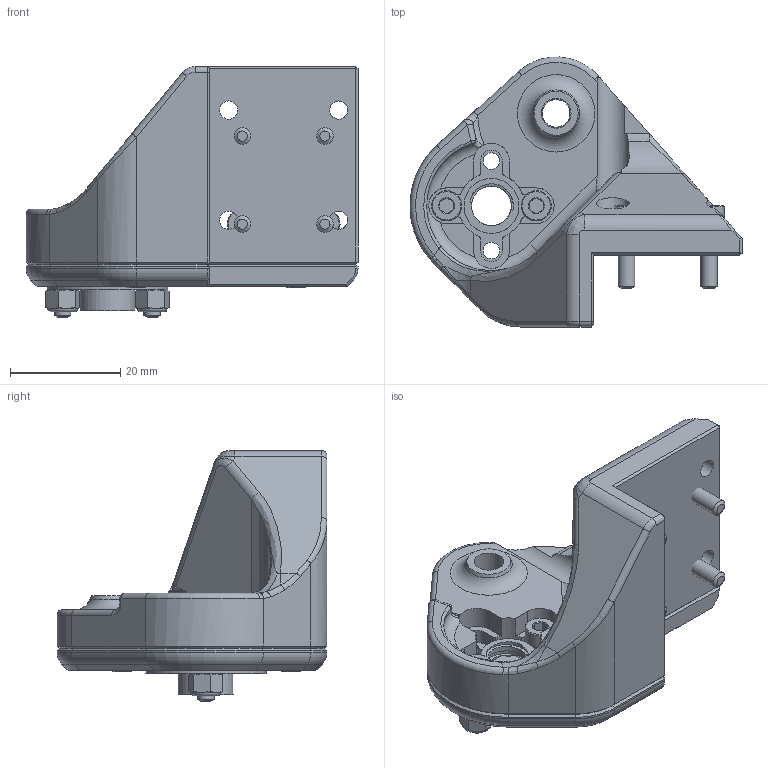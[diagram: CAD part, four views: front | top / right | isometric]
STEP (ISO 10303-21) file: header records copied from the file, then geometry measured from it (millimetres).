
FILE_DESCRIPTION(/* description */ (''),/* implementation_level */ '2;1');
FILE_NAME(/* name */ 'Z_Carriage_Right.step',/* time_stamp */ '2022-03-09T13:48:59+01:00',/* author */ (''),/* organization */ (''),/* preprocessor_version */ 'ST-DEVELOPER v18.1',/* originating_system */ 'Autodesk Translation Framework v10.13.0.1454',/* authorisation */ '');
FILE_SCHEMA (('AUTOMOTIVE_DESIGN { 1 0 10303 214 3 1 1 }'));
Length unit declared in the file: millimetre
Products named in the file (14): Z_Carriage_Right; M3x12 SHCS (31); M3x6 BHCS (15); M3x12 SHCS (30); M3x12 SHCS (29); M3x6 BHCS (14); M3x6 BHCS (13); M3x12 SHCS (28); M3 Locknut (4); M3 Locknut; M3x12 SHCS (27); M5 Hex Nut (1); M3x12 SHCS (1); Leadscrew Nut (2)
Assembly tree (13 placements, depth 2):
  Z_Carriage_Right
    M3x12 SHCS (31)
    M3x6 BHCS (15)
    M3x12 SHCS (30)
    M3x12 SHCS (29)
    M3x6 BHCS (14)
    M3x6 BHCS (13)
    M3x12 SHCS (28)
    M3 Locknut (4)
    M3 Locknut
    M3x12 SHCS (27)
    M5 Hex Nut (1)
    M3x12 SHCS (1)
    Leadscrew Nut (2)
Bounding box: 60.3 x 49.03 x 45.56 mm (x, y, z)
Volume: 32268.8 mm3; surface area: 16303.7 mm2
Topology: 17 solids, 17 shells, 582 faces, 1261 edges, 745 vertices
Faces by surface type: plane 274, cone 147, cylinder 114, bspline 26, torus 17, sphere 4
Full cylindrical faces by diameter (mm): 2.35 x2, 2.9 x3, 3 x15, 3.259 x2, 3.3 x4, 3.5 x3, 5 x1, 5.4 x1, 5.5 x6, 5.7 x3, 6 x5, 7.211 x5, 8 x5, 10 x2, 22 x1, 23.6 x1
Entity records: 23558 total; most frequent: CARTESIAN_POINT 10713, DIRECTION 2670, ORIENTED_EDGE 2520, EDGE_CURVE 1260, AXIS2_PLACEMENT_3D 1027, VERTEX_POINT 745, EDGE_LOOP 657, LINE 616
